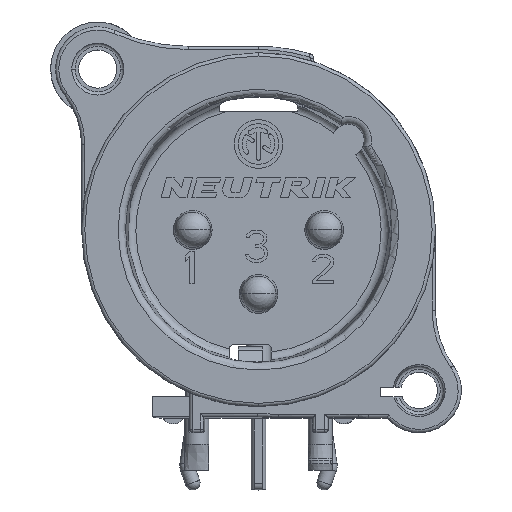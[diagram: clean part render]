
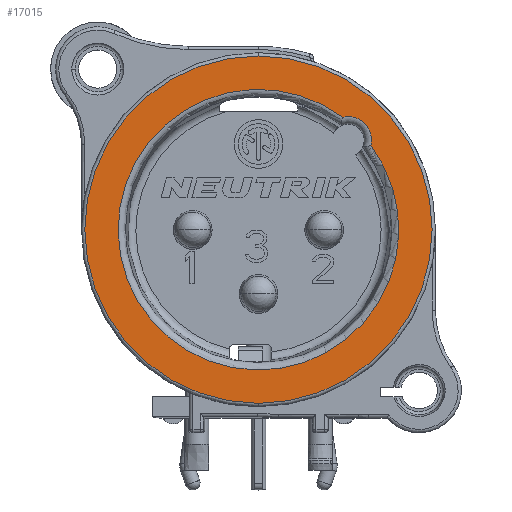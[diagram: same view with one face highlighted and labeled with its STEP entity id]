
A CAD part, top view. The second image highlights one B-rep face of the part: STEP entity #17015.
In plain terms, the highlighted planar face has unit normal (0, 0, 1).
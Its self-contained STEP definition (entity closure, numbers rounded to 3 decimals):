
#3375=CARTESIAN_POINT('',(0.,0.,2.7));
#3376=DIRECTION('',(0.,0.,-1.));
#3377=DIRECTION('',(0.,1.,0.));
#3378=AXIS2_PLACEMENT_3D('',#3375,#3376,#3377);
#3380=CARTESIAN_POINT('',(0.,0.,2.7));
#3381=DIRECTION('',(0.,0.,1.));
#3382=DIRECTION('',(0.,1.,0.));
#3383=AXIS2_PLACEMENT_3D('',#3380,#3381,#3382);
#3385=CARTESIAN_POINT('',(5.515,5.515,2.7));
#3386=DIRECTION('',(0.,0.,-1.));
#3387=DIRECTION('',(-0.235,0.972,0.));
#3388=AXIS2_PLACEMENT_3D('',#3385,#3386,#3387);
#3390=CARTESIAN_POINT('',(0.,0.,2.7));
#3391=DIRECTION('',(0.,0.,1.));
#3392=DIRECTION('',(0.599,0.801,0.));
#3393=AXIS2_PLACEMENT_3D('',#3390,#3391,#3392);
#10717=CARTESIAN_POINT('',(0.,10.7,2.7));
#10718=VERTEX_POINT('',#10717);
#10720=CARTESIAN_POINT('',(0.,-10.7,2.7));
#10722=VERTEX_POINT('',#10720);
#12219=CARTESIAN_POINT('',(5.175,6.925,2.7));
#12220=CARTESIAN_POINT('',(6.925,5.175,2.7));
#12221=VERTEX_POINT('',#12219);
#12222=VERTEX_POINT('',#12220);
#17000=CARTESIAN_POINT('',(0.,0.,2.7));
#17001=DIRECTION('',(0.,0.,-1.));
#17002=DIRECTION('',(0.,-1.,0.));
#17003=AXIS2_PLACEMENT_3D('',#17000,#17001,#17002);
#17004=PLANE('',#17003);
#17005=ORIENTED_EDGE('',*,*,#16995,.T.);
#17006=ORIENTED_EDGE('',*,*,#16979,.F.);
#17007=EDGE_LOOP('',(#17005,#17006));
#17008=FACE_OUTER_BOUND('',#17007,.F.);
#17010=ORIENTED_EDGE('',*,*,#17009,.F.);
#17012=ORIENTED_EDGE('',*,*,#17011,.T.);
#17013=EDGE_LOOP('',(#17010,#17012));
#17014=FACE_BOUND('',#17013,.F.);
#17015=ADVANCED_FACE('',(#17008,#17014),#17004,.F.);
#3379=CIRCLE('',#3378,10.7);
#3384=CIRCLE('',#3383,10.7);
#3389=CIRCLE('',#3388,1.45);
#3394=CIRCLE('',#3393,8.645);
#16979=EDGE_CURVE('',#10718,#10722,#3384,.T.);
#16995=EDGE_CURVE('',#10718,#10722,#3379,.T.);
#17009=EDGE_CURVE('',#12221,#12222,#3389,.T.);
#17011=EDGE_CURVE('',#12221,#12222,#3394,.T.);
